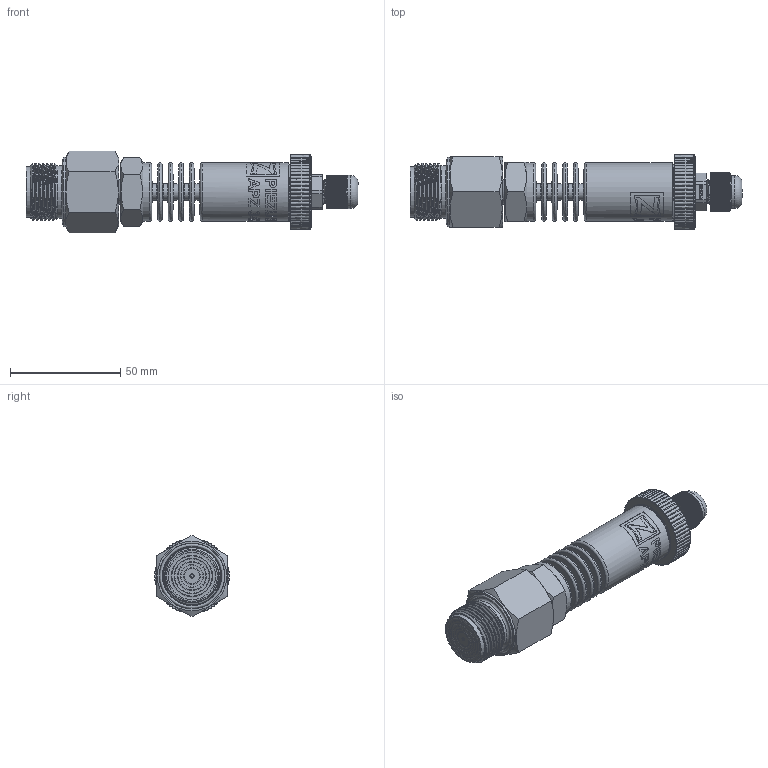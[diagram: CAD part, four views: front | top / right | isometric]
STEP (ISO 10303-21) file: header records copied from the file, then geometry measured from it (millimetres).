
FILE_DESCRIPTION(/* description */ (''),/* implementation_level */ '2;1');
FILE_NAME(/* name */ 'APZ3420m_G3''4DIN-flush_radiator_2.step',/* time_stamp */ '2021-07-06T15:35:52+03:00',/* author */ (''),/* organization */ (''),/* preprocessor_version */ 'ST-DEVELOPER v18.1',/* originating_system */ 'Autodesk Translation Framework v10.9.0.1377',/* authorisation */ '');
FILE_SCHEMA (('AUTOMOTIVE_DESIGN { 1 0 10303 214 3 1 1 }'));
Length unit declared in the file: millimetre
Products named in the file (9): АПЗ 3420м заполненная; G 1/4 EN Radiator; OMAL nut M27x1.5; Ш100.000.001; M12x1.5 Cable gland; Cable gland; Rubber gasket; M12 Domed nut; G3'4DIN diaphragm 23 v5 (1)
Assembly tree (7 placements, depth 3):
  АПЗ 3420м заполненная
    G 1/4 EN Radiator
    OMAL nut M27x1.5
    Ш100.000.001
    M12x1.5 Cable gland
      Cable gland
      Rubber gasket
      M12 Domed nut
  G3'4DIN diaphragm 23 v5 (1)
Bounding box: 150.66 x 34 x 36.95 mm (x, y, z)
Volume: 76715.5 mm3; surface area: 31554 mm2
Topology: 9 solids, 9 shells, 2833 faces, 8274 edges, 5517 vertices
Faces by surface type: plane 1510, cylinder 808, bspline 444, torus 38, cone 32, sphere 1
Full cylindrical faces by diameter (mm): 1 x6, 2 x1, 3.3 x1, 4 x1, 5 x2, 5.1 x1, 7.5 x6, 8 x2, 9.5 x2, 9.976 x5, 10 x6, 10.376 x4, 10.526 x3, 11 x1, 11.445 x5, 11.6 x4, 12 x5, 12.203 x3, 12.6 x1, 13.157 x9, 15 x1, 17 x1, 21.4 x2, 22.3 x1, 22.5 x1, 23 x1, 24 x1, 24.117 x6, 24.5 x1, 25.132 x4
Entity records: 129076 total; most frequent: CARTESIAN_POINT 57391, ORIENTED_EDGE 16546, DIRECTION 12887, EDGE_CURVE 8273, VERTEX_POINT 5517, LINE 4377, VECTOR 4377, AXIS2_PLACEMENT_3D 4255
